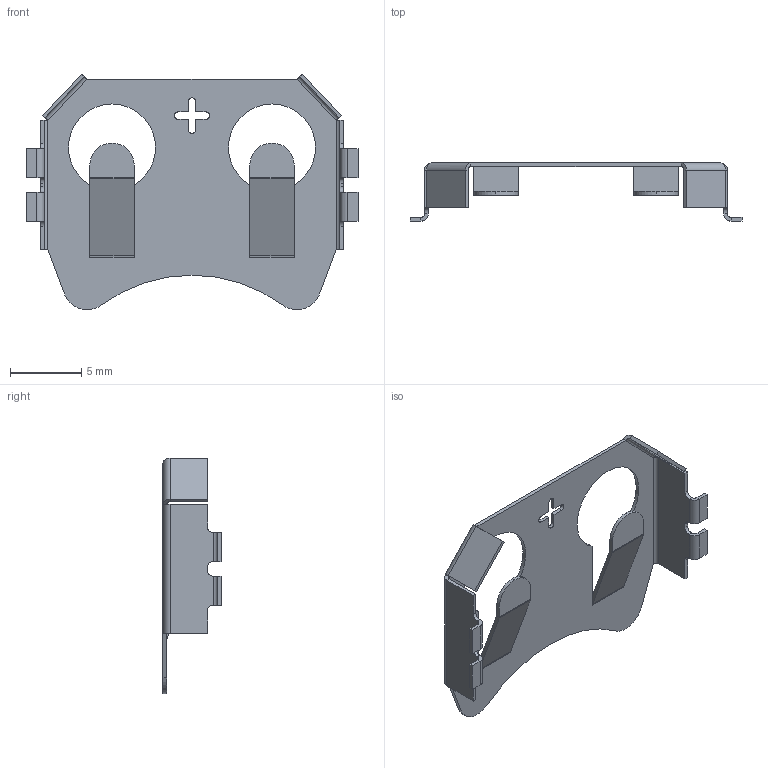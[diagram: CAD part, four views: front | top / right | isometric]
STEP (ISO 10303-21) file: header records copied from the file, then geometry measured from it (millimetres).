
FILE_DESCRIPTION (( 'STEP AP214' ), '1' );
FILE_NAME ('3034.STEP', '2020-06-24T15:32:24', ( '' ), ( '' ), 'SwSTEP 2.0', 'SolidWorks 2013', '' );
FILE_SCHEMA (( 'AUTOMOTIVE_DESIGN' ));
Length unit declared in the file: inch
Products named in the file (1): 3034
Bounding box: 23.24 x 4.06 x 16.48 mm (x, y, z)
Volume: 87.8 mm3; surface area: 743.5 mm2
Topology: 1 solids, 1 shells, 156 faces, 366 edges, 212 vertices
Faces by surface type: plane 113, cylinder 43
Entity records: 4380 total; most frequent: DIRECTION 766, CARTESIAN_POINT 735, ORIENTED_EDGE 732, EDGE_CURVE 366, VECTOR 280, LINE 280, AXIS2_PLACEMENT_3D 243, VERTEX_POINT 212
